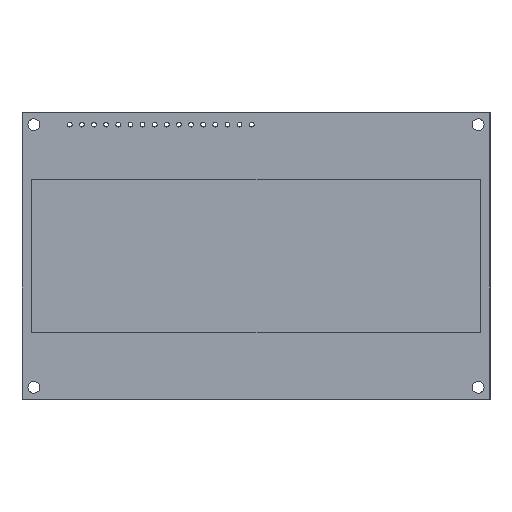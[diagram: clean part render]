
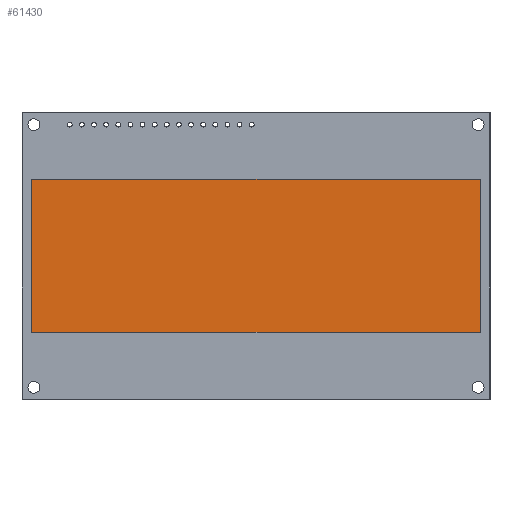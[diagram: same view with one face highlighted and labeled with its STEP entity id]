
A CAD part, top view. The second image highlights one B-rep face of the part: STEP entity #61430.
In plain terms, the highlighted face is planar.
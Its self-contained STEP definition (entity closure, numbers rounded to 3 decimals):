
#61321 = VERTEX_POINT('',#61322);
#61322 = CARTESIAN_POINT('',(-32.,4.7,-94.));
#61328 = EDGE_CURVE('',#61329,#61321,#61331,.T.);
#61329 = VERTEX_POINT('',#61330);
#61330 = CARTESIAN_POINT('',(0.,4.7,-94.));
#61331 = LINE('',#61332,#61333);
#61332 = CARTESIAN_POINT('',(0.,4.7,-94.));
#61333 = VECTOR('',#61334,1.);
#61334 = DIRECTION('',(-1.,0.,0.));
#61359 = EDGE_CURVE('',#61360,#61329,#61362,.T.);
#61360 = VERTEX_POINT('',#61361);
#61361 = CARTESIAN_POINT('',(0.,4.7,0.));
#61362 = LINE('',#61363,#61364);
#61363 = CARTESIAN_POINT('',(0.,4.7,0.));
#61364 = VECTOR('',#61365,1.);
#61365 = DIRECTION('',(0.,0.,-1.));
#61390 = EDGE_CURVE('',#61391,#61360,#61393,.T.);
#61391 = VERTEX_POINT('',#61392);
#61392 = CARTESIAN_POINT('',(-32.,4.7,0.));
#61393 = LINE('',#61394,#61395);
#61394 = CARTESIAN_POINT('',(-32.,4.7,0.));
#61395 = VECTOR('',#61396,1.);
#61396 = DIRECTION('',(1.,0.,0.));
#61419 = EDGE_CURVE('',#61321,#61391,#61420,.T.);
#61420 = LINE('',#61421,#61422);
#61421 = CARTESIAN_POINT('',(-32.,4.7,-94.));
#61422 = VECTOR('',#61423,1.);
#61423 = DIRECTION('',(0.,0.,1.));
#61430 = ADVANCED_FACE('',(#61431),#61437,.T.);
#61431 = FACE_BOUND('',#61432,.T.);
#61432 = EDGE_LOOP('',(#61433,#61434,#61435,#61436));
#61433 = ORIENTED_EDGE('',*,*,#61419,.T.);
#61434 = ORIENTED_EDGE('',*,*,#61390,.T.);
#61435 = ORIENTED_EDGE('',*,*,#61359,.T.);
#61436 = ORIENTED_EDGE('',*,*,#61328,.T.);
#61437 = PLANE('',#61438);
#61438 = AXIS2_PLACEMENT_3D('',#61439,#61440,#61441);
#61439 = CARTESIAN_POINT('',(-16.,4.7,-47.));
#61440 = DIRECTION('',(0.,1.,0.));
#61441 = DIRECTION('',(0.,0.,1.));
